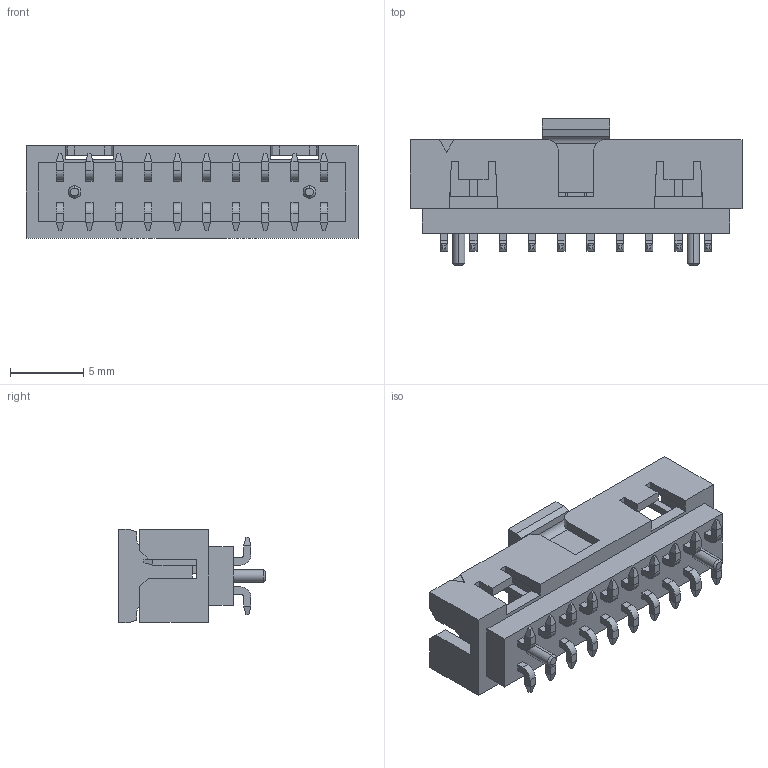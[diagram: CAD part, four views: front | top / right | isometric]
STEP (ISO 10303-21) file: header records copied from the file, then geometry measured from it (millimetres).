
FILE_DESCRIPTION((''),'2;1');
FILE_NAME('878325922','2019-04-10T',('gga'),(''),'PRO/ENGINEER BY PARAMETRIC TECHNOLOGY CORPORATION, 2016010','PRO/ENGINEER BY PARAMETRIC TECHNOLOGY CORPORATION, 2016010','');
FILE_SCHEMA(('CONFIG_CONTROL_DESIGN'));
Length unit declared in the file: millimetre
Products named in the file (1): 878325922
Bounding box: 22.65 x 10.05 x 6.35 mm (x, y, z)
Volume: 514.7 mm3; surface area: 1159.9 mm2
Topology: 1 solids, 1 shells, 535 faces, 1418 edges, 924 vertices
Faces by surface type: plane 483, cylinder 48, cone 4
Entity records: 16067 total; most frequent: CARTESIAN_POINT 2796, ORIENTED_EDGE 2664, DIRECTION 2592, EDGE_CURVE 1332, VECTOR 1312, LINE 1312, VERTEX_POINT 836, AXIS2_PLACEMENT_3D 640
